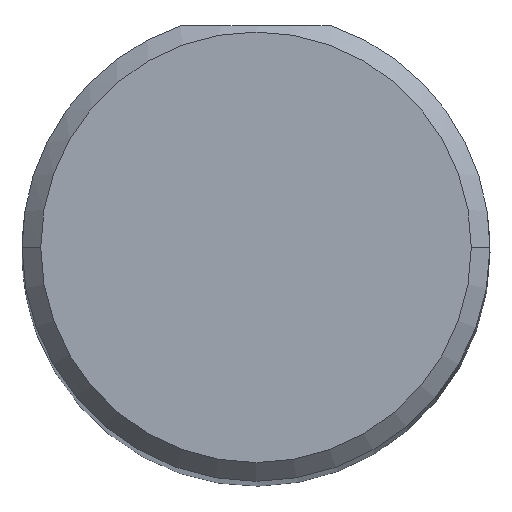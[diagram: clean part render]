
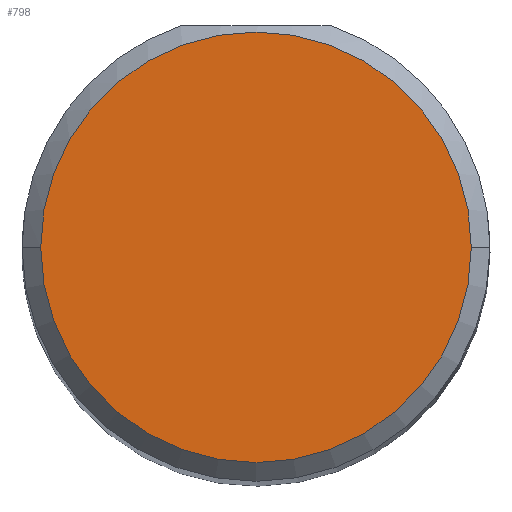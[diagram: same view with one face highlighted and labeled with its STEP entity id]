
A CAD part, top view. The second image highlights one B-rep face of the part: STEP entity #798.
In plain terms, the highlighted planar face has unit normal (0, 0, 1).
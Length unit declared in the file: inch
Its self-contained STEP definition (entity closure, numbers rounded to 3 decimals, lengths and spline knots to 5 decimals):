
#23 = ORIENTED_EDGE ( 'NONE', *, *, #557, .T. ) ;
#34 = EDGE_LOOP ( 'NONE', ( #23, #891 ) ) ;
#75 = DIRECTION ( 'NONE',  ( 1., 0., 0. ) ) ;
#85 = CARTESIAN_POINT ( 'NONE',  ( -0.1725, 0., 2.5 ) ) ;
#139 = DIRECTION ( 'NONE',  ( 0., 0., 1. ) ) ;
#149 = DIRECTION ( 'NONE',  ( 0., 0., 1. ) ) ;
#179 = VERTEX_POINT ( 'NONE', #85 ) ;
#186 = CIRCLE ( 'NONE', #640, 0.1725 ) ;
#197 = FACE_OUTER_BOUND ( 'NONE', #34, .T. ) ;
#261 = VERTEX_POINT ( 'NONE', #877 ) ;
#284 = DIRECTION ( 'NONE',  ( 1., 0., 0. ) ) ;
#326 = PLANE ( 'NONE',  #799 ) ;
#337 = AXIS2_PLACEMENT_3D ( 'NONE', #359, #139, #75 ) ;
#359 = CARTESIAN_POINT ( 'NONE',  ( 0., 0., 2.5 ) ) ;
#377 = CIRCLE ( 'NONE', #337, 0.1725 ) ;
#557 = EDGE_CURVE ( 'NONE', #179, #261, #186, .T. ) ;
#625 = DIRECTION ( 'NONE',  ( 1., 0., 0. ) ) ;
#640 = AXIS2_PLACEMENT_3D ( 'NONE', #728, #149, #284 ) ;
#728 = CARTESIAN_POINT ( 'NONE',  ( 0., 0., 2.5 ) ) ;
#769 = CARTESIAN_POINT ( 'NONE',  ( 0., 0., 2.5 ) ) ;
#798 = ADVANCED_FACE ( 'NONE', ( #197 ), #326, .T. ) ;
#799 = AXIS2_PLACEMENT_3D ( 'NONE', #769, #834, #625 ) ;
#834 = DIRECTION ( 'NONE',  ( 0., 0., 1. ) ) ;
#870 = EDGE_CURVE ( 'NONE', #261, #179, #377, .T. ) ;
#877 = CARTESIAN_POINT ( 'NONE',  ( 0.1725, 0., 2.5 ) ) ;
#891 = ORIENTED_EDGE ( 'NONE', *, *, #870, .T. ) ;
